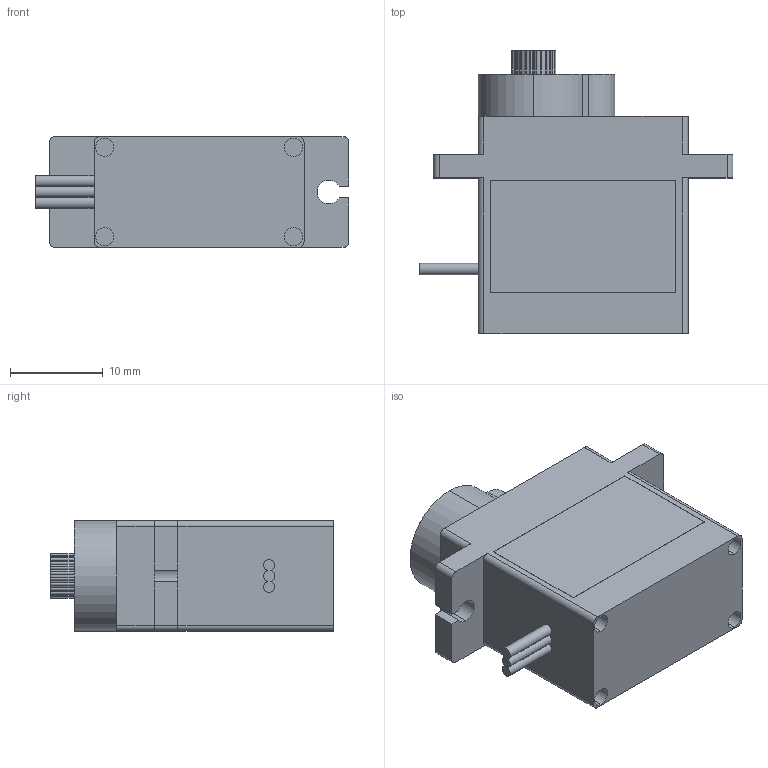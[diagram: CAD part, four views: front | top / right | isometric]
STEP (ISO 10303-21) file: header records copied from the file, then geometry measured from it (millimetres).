
FILE_DESCRIPTION (( 'STEP AP203' ), '1' );
FILE_NAME ('FS90R Continuous Servo Motor.STEP', '2023-12-13T20:19:56', ( '' ), ( '' ), 'SwSTEP 2.0', 'SolidWorks 2023', '' );
FILE_SCHEMA (( 'CONFIG_CONTROL_DESIGN' ));
Length unit declared in the file: inch
Products named in the file (1): FS90R Continuous Servo Motor
Bounding box: 33.78 x 30.51 x 11.94 mm (x, y, z)
Volume: 7157 mm3; surface area: 2800 mm2
Topology: 1 solids, 1 shells, 138 faces, 376 edges, 249 vertices
Faces by surface type: cylinder 100, plane 38
Entity records: 4540 total; most frequent: DIRECTION 855, CARTESIAN_POINT 764, ORIENTED_EDGE 752, EDGE_CURVE 376, AXIS2_PLACEMENT_3D 340, VERTEX_POINT 249, CIRCLE 201, LINE 175
